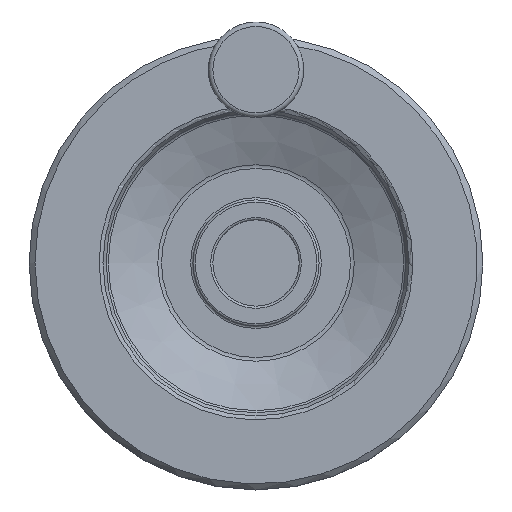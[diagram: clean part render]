
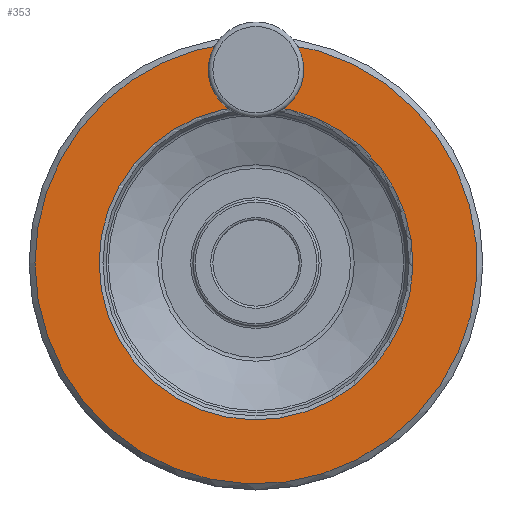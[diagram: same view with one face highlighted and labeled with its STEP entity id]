
A CAD part, top view. The second image highlights one B-rep face of the part: STEP entity #353.
In plain terms, the highlighted planar face has unit normal (0, 0, 1).
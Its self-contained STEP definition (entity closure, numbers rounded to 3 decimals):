
#353 = ADVANCED_FACE( '', ( #759 ), #760, .F. );
#759 = FACE_OUTER_BOUND( '', #3037, .T. );
#760 = PLANE( '', #3038 );
#3037 = EDGE_LOOP( '', ( #3847, #3848, #3849, #3850 ) );
#3038 = AXIS2_PLACEMENT_3D( '', #3851, #3852, #3853 );
#3847 = ORIENTED_EDGE( '', *, *, #4085, .T. );
#3848 = ORIENTED_EDGE( '', *, *, #4244, .T. );
#3849 = ORIENTED_EDGE( '', *, *, #4083, .T. );
#3850 = ORIENTED_EDGE( '', *, *, #4206, .T. );
#3851 = CARTESIAN_POINT( '', ( 0., 50., 24. ) );
#3852 = DIRECTION( '', ( 0., 0., -1. ) );
#3853 = DIRECTION( '', ( -1., 0., 0. ) );
#4083 = EDGE_CURVE( '', #4487, #4488, #4489, .F. );
#4085 = EDGE_CURVE( '', #4492, #4490, #4493, .F. );
#4206 = EDGE_CURVE( '', #4488, #4492, #4652, .F. );
#4244 = EDGE_CURVE( '', #4490, #4487, #4695, .T. );
#4487 = VERTEX_POINT( '', #5403 );
#4488 = VERTEX_POINT( '', #5404 );
#4489 = CIRCLE( '', #5405, 8.096 );
#4490 = VERTEX_POINT( '', #5406 );
#4492 = VERTEX_POINT( '', #5408 );
#4493 = CIRCLE( '', #5409, 8.096 );
#4652 = CIRCLE( '', #6004, 48.7 );
#4695 = CIRCLE( '', #6077, 34.577 );
#5403 = CARTESIAN_POINT( '', ( -1.504, 34.545, 24. ) );
#5404 = CARTESIAN_POINT( '', ( -5.565, 48.381, 24. ) );
#5405 = AXIS2_PLACEMENT_3D( '', #6303, #6304, #6305 );
#5406 = CARTESIAN_POINT( '', ( 1.504, 34.545, 24. ) );
#5408 = CARTESIAN_POINT( '', ( 5.565, 48.381, 24. ) );
#5409 = AXIS2_PLACEMENT_3D( '', #6309, #6310, #6311 );
#6004 = AXIS2_PLACEMENT_3D( '', #6436, #6437, #6438 );
#6077 = AXIS2_PLACEMENT_3D( '', #6467, #6468, #6469 );
#6303 = CARTESIAN_POINT( '', ( 0., 42.5, 24. ) );
#6304 = DIRECTION( '', ( 0., 0., 1. ) );
#6305 = DIRECTION( '', ( 0., -1., 0. ) );
#6309 = CARTESIAN_POINT( '', ( 0., 42.5, 24. ) );
#6310 = DIRECTION( '', ( 0., 0., 1. ) );
#6311 = DIRECTION( '', ( 0., -1., 0. ) );
#6436 = CARTESIAN_POINT( '', ( 0., 0., 24. ) );
#6437 = DIRECTION( '', ( 0., 0., -1. ) );
#6438 = DIRECTION( '', ( -1., 0., 0. ) );
#6467 = CARTESIAN_POINT( '', ( 0., 0., 24. ) );
#6468 = DIRECTION( '', ( 0., 0., -1. ) );
#6469 = DIRECTION( '', ( -1., 0., 0. ) );
